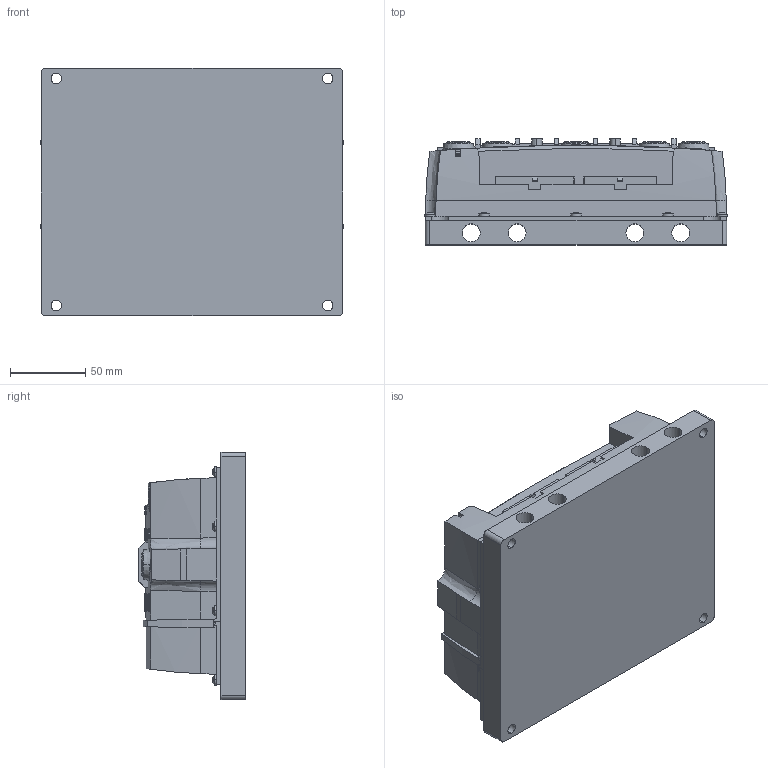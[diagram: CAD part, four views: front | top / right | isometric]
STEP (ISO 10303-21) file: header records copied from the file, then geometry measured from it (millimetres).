
FILE_DESCRIPTION (( 'STEP AP214' ), '1' );
FILE_NAME ('K10MCA.STEP', '2022-11-02T07:29:32', ( '' ), ( '' ), 'SwSTEP 2.0', 'SolidWorks 2013', '' );
FILE_SCHEMA (( 'AUTOMOTIVE_DESIGN' ));
Length unit declared in the file: millimetre
Products named in the file (1): K10MCA
Bounding box: 200.8 x 70.47 x 164 mm (x, y, z)
Surface area: 131724.6 mm2 (no closed solid volume)
Topology: 0 solids, 22 shells, 862 faces, 3020 edges, 2157 vertices
Faces by surface type: plane 536, cylinder 137, bspline 114, cone 51, sphere 20, torus 4
Entity records: 50725 total; most frequent: CARTESIAN_POINT 16607, ORIENTED_EDGE 4805, DIRECTION 4605, EDGE_CURVE 3020, VERTEX_POINT 2157, VECTOR 1885, LINE 1885, AXIS2_PLACEMENT_3D 1360
